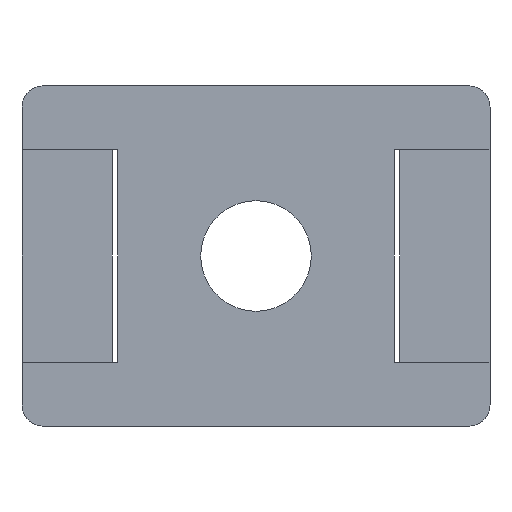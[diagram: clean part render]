
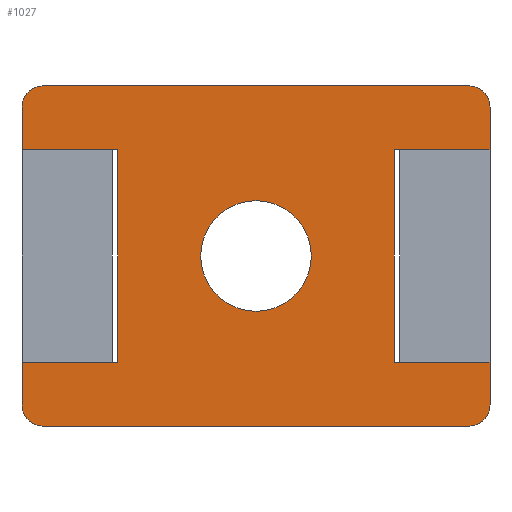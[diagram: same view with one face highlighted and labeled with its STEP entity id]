
A CAD part, front view. The second image highlights one B-rep face of the part: STEP entity #1027.
In plain terms, the highlighted planar face has unit normal (0, -1, 0).
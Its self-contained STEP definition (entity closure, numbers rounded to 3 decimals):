
#6 = DIRECTION ( 'NONE',  ( 0., 0., 1. ) ) ;
#10 = ORIENTED_EDGE ( 'NONE', *, *, #1118, .F. ) ;
#27 = CARTESIAN_POINT ( 'NONE',  ( -6.5, 0., -5. ) ) ;
#38 = DIRECTION ( 'NONE',  ( 0., -1., 0. ) ) ;
#42 = CARTESIAN_POINT ( 'NONE',  ( -11., 0., 5. ) ) ;
#59 = ORIENTED_EDGE ( 'NONE', *, *, #1133, .F. ) ;
#70 = CARTESIAN_POINT ( 'NONE',  ( -11., 0., -7. ) ) ;
#81 = DIRECTION ( 'NONE',  ( 1., 0., 0. ) ) ;
#91 = EDGE_CURVE ( 'NONE', #234, #356, #1155, .T. ) ;
#97 = ORIENTED_EDGE ( 'NONE', *, *, #710, .T. ) ;
#99 = EDGE_CURVE ( 'NONE', #771, #1028, #530, .T. ) ;
#103 = VERTEX_POINT ( 'NONE', #259 ) ;
#107 = CARTESIAN_POINT ( 'NONE',  ( -11., 0., 8. ) ) ;
#127 = AXIS2_PLACEMENT_3D ( 'NONE', #1030, #227, #864 ) ;
#133 = VERTEX_POINT ( 'NONE', #365 ) ;
#136 = LINE ( 'NONE', #948, #812 ) ;
#142 = DIRECTION ( 'NONE',  ( 0., 0., 1. ) ) ;
#154 = CARTESIAN_POINT ( 'NONE',  ( 11., 0., 8. ) ) ;
#156 = VERTEX_POINT ( 'NONE', #735 ) ;
#160 = ORIENTED_EDGE ( 'NONE', *, *, #315, .T. ) ;
#181 = ORIENTED_EDGE ( 'NONE', *, *, #547, .T. ) ;
#198 = FACE_BOUND ( 'NONE', #219, .T. ) ;
#203 = CIRCLE ( 'NONE', #978, 1. ) ;
#204 = DIRECTION ( 'NONE',  ( 0., 1., 0. ) ) ;
#212 = DIRECTION ( 'NONE',  ( -1., 0., 0. ) ) ;
#213 = CARTESIAN_POINT ( 'NONE',  ( 10., 0., 7. ) ) ;
#219 = EDGE_LOOP ( 'NONE', ( #380, #801 ) ) ;
#227 = DIRECTION ( 'NONE',  ( 0., -1., 0. ) ) ;
#234 = VERTEX_POINT ( 'NONE', #920 ) ;
#239 = CIRCLE ( 'NONE', #564, 1. ) ;
#259 = CARTESIAN_POINT ( 'NONE',  ( 6.5, 0., 5. ) ) ;
#267 = EDGE_CURVE ( 'NONE', #1041, #156, #136, .T. ) ;
#268 = VERTEX_POINT ( 'NONE', #42 ) ;
#278 = CARTESIAN_POINT ( 'NONE',  ( 11., 0., 7. ) ) ;
#288 = CARTESIAN_POINT ( 'NONE',  ( 6.5, 0., -5. ) ) ;
#290 = LINE ( 'NONE', #557, #454 ) ;
#291 = VERTEX_POINT ( 'NONE', #954 ) ;
#299 = VECTOR ( 'NONE', #1050, 1000. ) ;
#315 = EDGE_CURVE ( 'NONE', #156, #356, #659, .T. ) ;
#331 = EDGE_CURVE ( 'NONE', #234, #133, #422, .T. ) ;
#356 = VERTEX_POINT ( 'NONE', #1130 ) ;
#358 = ORIENTED_EDGE ( 'NONE', *, *, #1022, .T. ) ;
#365 = CARTESIAN_POINT ( 'NONE',  ( 6.5, 0., -5. ) ) ;
#375 = LINE ( 'NONE', #825, #682 ) ;
#380 = ORIENTED_EDGE ( 'NONE', *, *, #958, .T. ) ;
#389 = FACE_OUTER_BOUND ( 'NONE', #625, .T. ) ;
#391 = DIRECTION ( 'NONE',  ( 0., 0., -1. ) ) ;
#422 = LINE ( 'NONE', #573, #961 ) ;
#426 = ORIENTED_EDGE ( 'NONE', *, *, #653, .T. ) ;
#453 = CARTESIAN_POINT ( 'NONE',  ( 11., 0., 8. ) ) ;
#454 = VECTOR ( 'NONE', #761, 1000. ) ;
#459 = VERTEX_POINT ( 'NONE', #70 ) ;
#465 = DIRECTION ( 'NONE',  ( 0., 0., -1. ) ) ;
#468 = DIRECTION ( 'NONE',  ( 0., 0., -1. ) ) ;
#476 = CARTESIAN_POINT ( 'NONE',  ( -6.5, 0., -5. ) ) ;
#501 = ORIENTED_EDGE ( 'NONE', *, *, #91, .F. ) ;
#505 = CARTESIAN_POINT ( 'NONE',  ( 10., 0., 8. ) ) ;
#512 = DIRECTION ( 'NONE',  ( 1., 0., 0. ) ) ;
#530 = LINE ( 'NONE', #892, #1070 ) ;
#539 = CARTESIAN_POINT ( 'NONE',  ( 0., 0., 0. ) ) ;
#546 = CIRCLE ( 'NONE', #681, 1. ) ;
#547 = EDGE_CURVE ( 'NONE', #636, #1127, #546, .T. ) ;
#548 = AXIS2_PLACEMENT_3D ( 'NONE', #539, #989, #807 ) ;
#550 = LINE ( 'NONE', #288, #1111 ) ;
#552 = DIRECTION ( 'NONE',  ( 0., 0., 1. ) ) ;
#554 = LINE ( 'NONE', #919, #701 ) ;
#557 = CARTESIAN_POINT ( 'NONE',  ( -6.5, 0., 5. ) ) ;
#558 = VERTEX_POINT ( 'NONE', #658 ) ;
#561 = CARTESIAN_POINT ( 'NONE',  ( -10., 0., 8. ) ) ;
#563 = VERTEX_POINT ( 'NONE', #1091 ) ;
#564 = AXIS2_PLACEMENT_3D ( 'NONE', #213, #783, #142 ) ;
#571 = ORIENTED_EDGE ( 'NONE', *, *, #599, .T. ) ;
#573 = CARTESIAN_POINT ( 'NONE',  ( 6.5, 0., -5. ) ) ;
#584 = VECTOR ( 'NONE', #468, 1000. ) ;
#599 = EDGE_CURVE ( 'NONE', #268, #563, #290, .T. ) ;
#604 = CARTESIAN_POINT ( 'NONE',  ( 0., 0., 0. ) ) ;
#625 = EDGE_LOOP ( 'NONE', ( #678, #160, #501, #828, #358, #10, #59, #97, #837, #181, #707, #571, #819, #956, #662, #426 ) ) ;
#633 = DIRECTION ( 'NONE',  ( 0., -1., 0. ) ) ;
#636 = VERTEX_POINT ( 'NONE', #561 ) ;
#637 = DIRECTION ( 'NONE',  ( 0., 0., 1. ) ) ;
#643 = EDGE_CURVE ( 'NONE', #1127, #268, #847, .T. ) ;
#645 = DIRECTION ( 'NONE',  ( -1., 0., 0. ) ) ;
#647 = DIRECTION ( 'NONE',  ( 0., 0., 1. ) ) ;
#650 = CARTESIAN_POINT ( 'NONE',  ( -10., 0., -8. ) ) ;
#653 = EDGE_CURVE ( 'NONE', #459, #1041, #203, .T. ) ;
#654 = VERTEX_POINT ( 'NONE', #278 ) ;
#658 = CARTESIAN_POINT ( 'NONE',  ( 0., 0., -2.6 ) ) ;
#659 = CIRCLE ( 'NONE', #127, 1. ) ;
#662 = ORIENTED_EDGE ( 'NONE', *, *, #693, .T. ) ;
#663 = AXIS2_PLACEMENT_3D ( 'NONE', #924, #204, #637 ) ;
#664 = PLANE ( 'NONE',  #663 ) ;
#676 = LINE ( 'NONE', #154, #299 ) ;
#678 = ORIENTED_EDGE ( 'NONE', *, *, #267, .T. ) ;
#679 = VECTOR ( 'NONE', #818, 1000. ) ;
#681 = AXIS2_PLACEMENT_3D ( 'NONE', #1077, #633, #6 ) ;
#682 = VECTOR ( 'NONE', #645, 1000. ) ;
#685 = EDGE_CURVE ( 'NONE', #1028, #563, #840, .T. ) ;
#691 = DIRECTION ( 'NONE',  ( 0., 0., 1. ) ) ;
#693 = EDGE_CURVE ( 'NONE', #771, #459, #921, .T. ) ;
#701 = VECTOR ( 'NONE', #465, 1000. ) ;
#707 = ORIENTED_EDGE ( 'NONE', *, *, #643, .T. ) ;
#710 = EDGE_CURVE ( 'NONE', #654, #842, #239, .T. ) ;
#734 = EDGE_CURVE ( 'NONE', #558, #984, #1126, .T. ) ;
#735 = CARTESIAN_POINT ( 'NONE',  ( 10., 0., -8. ) ) ;
#737 = DIRECTION ( 'NONE',  ( 0., 0., 1. ) ) ;
#761 = DIRECTION ( 'NONE',  ( 1., 0., 0. ) ) ;
#765 = CARTESIAN_POINT ( 'NONE',  ( -11., 0., 8. ) ) ;
#771 = VERTEX_POINT ( 'NONE', #1123 ) ;
#783 = DIRECTION ( 'NONE',  ( 0., -1., 0. ) ) ;
#789 = AXIS2_PLACEMENT_3D ( 'NONE', #604, #949, #691 ) ;
#793 = CARTESIAN_POINT ( 'NONE',  ( 0., 0., 2.6 ) ) ;
#801 = ORIENTED_EDGE ( 'NONE', *, *, #734, .T. ) ;
#807 = DIRECTION ( 'NONE',  ( 0., 0., 1. ) ) ;
#812 = VECTOR ( 'NONE', #512, 1000. ) ;
#818 = DIRECTION ( 'NONE',  ( 0., 0., -1. ) ) ;
#819 = ORIENTED_EDGE ( 'NONE', *, *, #685, .F. ) ;
#820 = EDGE_CURVE ( 'NONE', #636, #842, #676, .T. ) ;
#825 = CARTESIAN_POINT ( 'NONE',  ( 6.5, 0., 5. ) ) ;
#828 = ORIENTED_EDGE ( 'NONE', *, *, #331, .T. ) ;
#837 = ORIENTED_EDGE ( 'NONE', *, *, #820, .F. ) ;
#840 = LINE ( 'NONE', #27, #1124 ) ;
#842 = VERTEX_POINT ( 'NONE', #505 ) ;
#847 = LINE ( 'NONE', #765, #945 ) ;
#851 = CARTESIAN_POINT ( 'NONE',  ( -10., 0., -7. ) ) ;
#864 = DIRECTION ( 'NONE',  ( 0., 0., 1. ) ) ;
#888 = CIRCLE ( 'NONE', #548, 2.6 ) ;
#892 = CARTESIAN_POINT ( 'NONE',  ( -6.5, 0., -5. ) ) ;
#919 = CARTESIAN_POINT ( 'NONE',  ( 11., 0., 8. ) ) ;
#920 = CARTESIAN_POINT ( 'NONE',  ( 11., 0., -5. ) ) ;
#921 = LINE ( 'NONE', #107, #584 ) ;
#924 = CARTESIAN_POINT ( 'NONE',  ( 11., 0., 8. ) ) ;
#945 = VECTOR ( 'NONE', #391, 1000. ) ;
#948 = CARTESIAN_POINT ( 'NONE',  ( 11., 0., -8. ) ) ;
#949 = DIRECTION ( 'NONE',  ( 0., 1., 0. ) ) ;
#954 = CARTESIAN_POINT ( 'NONE',  ( 11., 0., 5. ) ) ;
#956 = ORIENTED_EDGE ( 'NONE', *, *, #99, .F. ) ;
#958 = EDGE_CURVE ( 'NONE', #984, #558, #888, .T. ) ;
#961 = VECTOR ( 'NONE', #212, 1000. ) ;
#978 = AXIS2_PLACEMENT_3D ( 'NONE', #851, #38, #552 ) ;
#984 = VERTEX_POINT ( 'NONE', #793 ) ;
#989 = DIRECTION ( 'NONE',  ( 0., 1., 0. ) ) ;
#1000 = CARTESIAN_POINT ( 'NONE',  ( -11., 0., 7. ) ) ;
#1022 = EDGE_CURVE ( 'NONE', #133, #103, #550, .T. ) ;
#1027 = ADVANCED_FACE ( 'NONE', ( #198, #389 ), #664, .F. ) ;
#1028 = VERTEX_POINT ( 'NONE', #476 ) ;
#1030 = CARTESIAN_POINT ( 'NONE',  ( 10., 0., -7. ) ) ;
#1041 = VERTEX_POINT ( 'NONE', #650 ) ;
#1050 = DIRECTION ( 'NONE',  ( 1., 0., 0. ) ) ;
#1070 = VECTOR ( 'NONE', #81, 1000. ) ;
#1077 = CARTESIAN_POINT ( 'NONE',  ( -10., 0., 7. ) ) ;
#1091 = CARTESIAN_POINT ( 'NONE',  ( -6.5, 0., 5. ) ) ;
#1111 = VECTOR ( 'NONE', #737, 1000. ) ;
#1118 = EDGE_CURVE ( 'NONE', #291, #103, #375, .T. ) ;
#1123 = CARTESIAN_POINT ( 'NONE',  ( -11., 0., -5. ) ) ;
#1124 = VECTOR ( 'NONE', #647, 1000. ) ;
#1126 = CIRCLE ( 'NONE', #789, 2.6 ) ;
#1127 = VERTEX_POINT ( 'NONE', #1000 ) ;
#1130 = CARTESIAN_POINT ( 'NONE',  ( 11., 0., -7. ) ) ;
#1133 = EDGE_CURVE ( 'NONE', #654, #291, #554, .T. ) ;
#1155 = LINE ( 'NONE', #453, #679 ) ;
